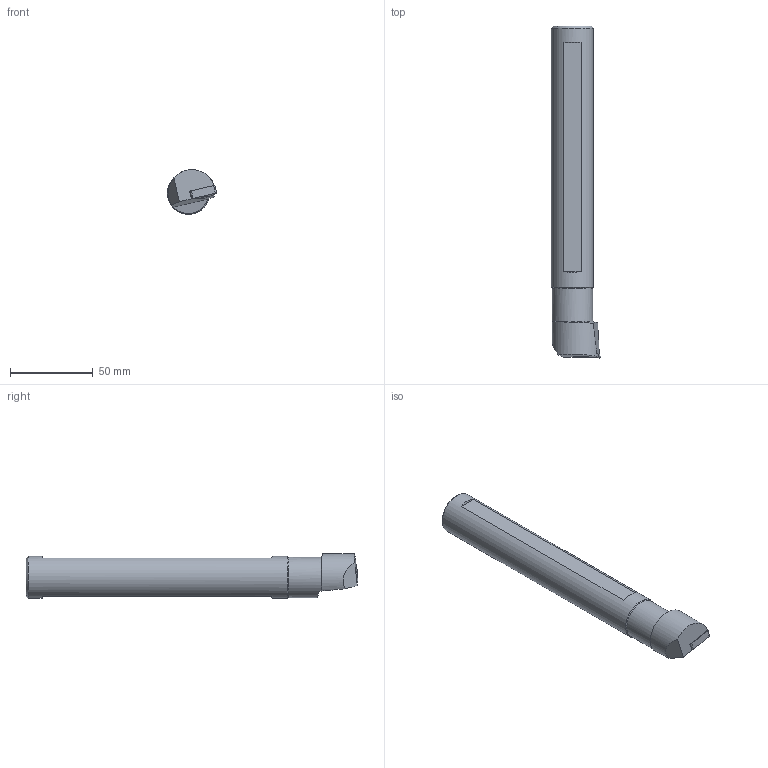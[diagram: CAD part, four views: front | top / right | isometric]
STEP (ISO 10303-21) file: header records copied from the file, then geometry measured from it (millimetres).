
FILE_DESCRIPTION(/* description */ (''),/* implementation_level */ '2;1');
FILE_NAME(/* name */ 'A25R-PTFNL16.stp',/* time_stamp */ '2023-01-04T11:52:33+01:00',/* author */ (''),/* organization */ (''),/* preprocessor_version */ 'ST-DEVELOPER v16.7',/* originating_system */ 'SIEMENS PLM Software NX 12.0',/* authorisation */ '');
FILE_SCHEMA (('AUTOMOTIVE_DESIGN { 1 0 10303 214 3 1 1 1 }'));
Length unit declared in the file: millimetre
Products named in the file (1): kl6244A817E2y5bc
Bounding box: 29.63 x 200 x 26.95 mm (x, y, z)
Volume: 94854.1 mm3; surface area: 17203 mm2
Topology: 2 solids, 2 shells, 34 faces, 82 edges, 54 vertices
Faces by surface type: plane 20, cylinder 8, cone 6
Full cylindrical faces by diameter (mm): 3 x1, 3.7 x1, 24.3 x1, 25.3 x1
Entity records: 949 total; most frequent: CARTESIAN_POINT 166, DIRECTION 161, ORIENTED_EDGE 134, EDGE_CURVE 67, AXIS2_PLACEMENT_3D 63, VERTEX_POINT 49, EDGE_LOOP 47, LINE 35
